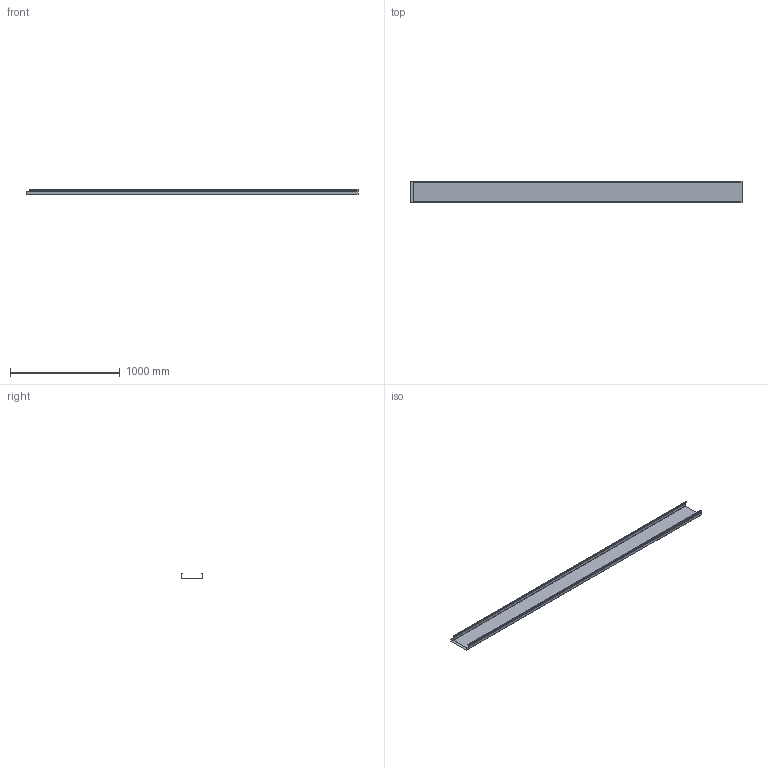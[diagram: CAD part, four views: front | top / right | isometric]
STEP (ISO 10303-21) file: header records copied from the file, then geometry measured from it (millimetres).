
FILE_DESCRIPTION(/* description */ (''),/* implementation_level */ '2;1');
FILE_NAME(/* name */ '488266.stp',/* time_stamp */ '2023-12-19T14:00:44+01:00',/* author */ ('bonnaudn'),/* organization */ (''),/* preprocessor_version */ 'ST-DEVELOPER v19.2',/* originating_system */ 'AutoCAD Mechanical',/* authorisation */ '');
FILE_SCHEMA (('AUTOMOTIVE_DESIGN { 1 0 10303 214 3 1 1 }'));
Length unit declared in the file: millimetre
Products named in the file (1): Product
Bounding box: 3030 x 200 x 50 mm (x, y, z)
Volume: 786469.4 mm3; surface area: 1971539.2 mm2
Topology: 1 solids, 1 shells, 106 faces, 280 edges, 176 vertices
Faces by surface type: plane 48, cylinder 46, torus 6, cone 4, bspline 2
Entity records: 3310 total; most frequent: DIRECTION 594, CARTESIAN_POINT 579, ORIENTED_EDGE 560, EDGE_CURVE 280, AXIS2_PLACEMENT_3D 209, LINE 176, VECTOR 176, VERTEX_POINT 176
